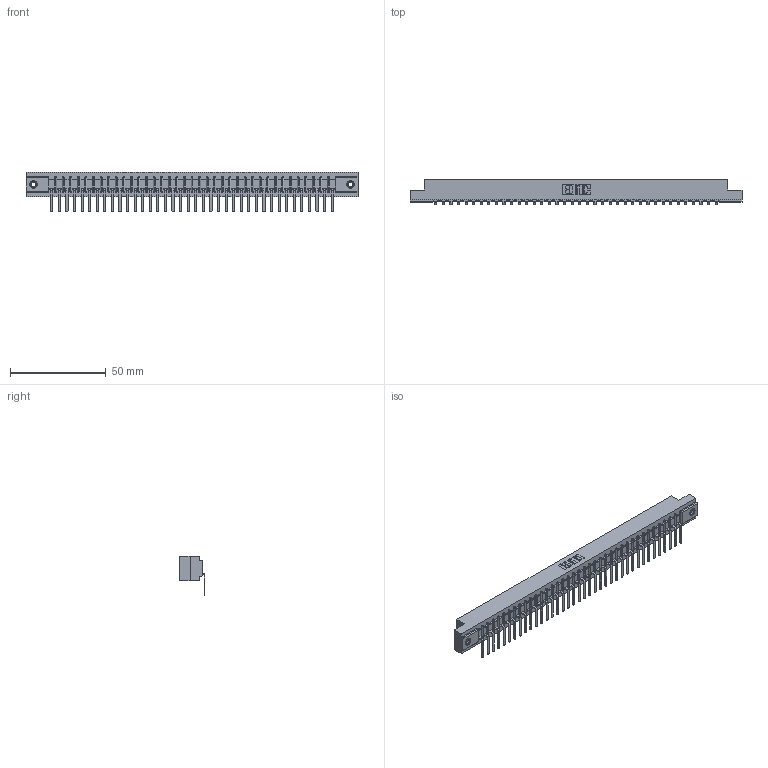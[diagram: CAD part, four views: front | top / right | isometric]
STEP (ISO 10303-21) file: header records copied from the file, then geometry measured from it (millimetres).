
FILE_DESCRIPTION (( 'STEP AP203' ), '1' );
FILE_NAME ('307-038-557-107.STEP', '2018-08-05T11:28:06', ( '' ), ( '' ), 'SwSTEP 2.0', 'SolidWorks 2016', '' );
FILE_SCHEMA (( 'CONFIG_CONTROL_DESIGN' ));
Length unit declared in the file: inch
Products named in the file (4): 307 Part_.156 Dia Mounting Holes; 307-290-002_557; 345-250-001_345-250-005-103; 307-038-557-107
Assembly tree (41 placements, depth 2):
  307-038-557-107
    307 Part_.156 Dia Mounting Holes
    307-290-002_557  x38
    345-250-001_345-250-005-103  x2
Bounding box: 173.58 x 13.32 x 20.66 mm (x, y, z)
Volume: 18634.8 mm3; surface area: 24042.1 mm2
Topology: 41 solids, 41 shells, 3181 faces, 9731 edges, 6374 vertices
Faces by surface type: plane 1888, cylinder 1199, sphere 78, cone 12, torus 4
Entity records: 35109 total; most frequent: CARTESIAN_POINT 5903, ORIENTED_EDGE 5886, DIRECTION 5747, EDGE_CURVE 2943, VECTOR 2251, LINE 2251, VERTEX_POINT 1904, AXIS2_PLACEMENT_3D 1748
